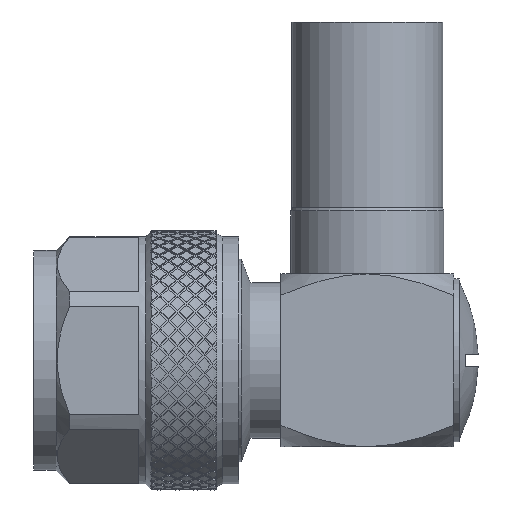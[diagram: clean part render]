
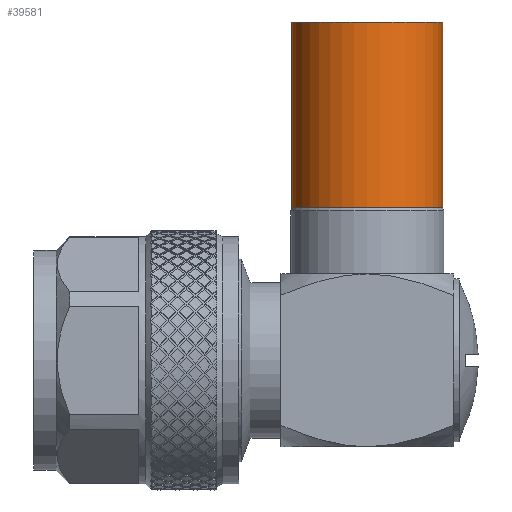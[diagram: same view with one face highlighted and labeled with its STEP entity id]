
A CAD part, front view. The second image highlights one B-rep face of the part: STEP entity #39581.
In plain terms, the highlighted cylindrical face has radius 6.1 mm (diameter 12.2 mm), a partial arc.
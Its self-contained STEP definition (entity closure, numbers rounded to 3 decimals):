
#283=CARTESIAN_POINT('',(9.,0.,3.95));
#284=DIRECTION('',(0.,0.,1.));
#285=DIRECTION('',(-1.,0.,0.));
#286=AXIS2_PLACEMENT_3D('',#283,#284,#285);
#288=DIRECTION('',(0.,0.,1.));
#289=VECTOR('',#288,15.);
#290=CARTESIAN_POINT('',(2.9,0.,3.95));
#291=LINE('',#290,#289);
#297=DIRECTION('',(0.,0.,1.));
#298=VECTOR('',#297,15.);
#299=CARTESIAN_POINT('',(15.1,0.,3.95));
#300=LINE('',#299,#298);
#306=CARTESIAN_POINT('',(9.,0.,18.95));
#307=DIRECTION('',(0.,0.,1.));
#308=DIRECTION('',(-1.,0.,0.));
#309=AXIS2_PLACEMENT_3D('',#306,#307,#308);
#35227=CARTESIAN_POINT('',(2.9,0.,3.95));
#35228=CARTESIAN_POINT('',(2.9,0.,18.95));
#35229=VERTEX_POINT('',#35227);
#35230=VERTEX_POINT('',#35228);
#35235=CARTESIAN_POINT('',(15.1,0.,3.95));
#35236=CARTESIAN_POINT('',(15.1,0.,18.95));
#35237=VERTEX_POINT('',#35235);
#35238=VERTEX_POINT('',#35236);
#39567=CARTESIAN_POINT('',(9.,0.,-2.47));
#39568=DIRECTION('',(0.,0.,1.));
#39569=DIRECTION('',(-1.,0.,0.));
#39570=AXIS2_PLACEMENT_3D('',#39567,#39568,#39569);
#39571=CYLINDRICAL_SURFACE('',#39570,6.1);
#39573=ORIENTED_EDGE('',*,*,#39572,.T.);
#39575=ORIENTED_EDGE('',*,*,#39574,.T.);
#39577=ORIENTED_EDGE('',*,*,#39576,.F.);
#39578=ORIENTED_EDGE('',*,*,#39556,.F.);
#39579=EDGE_LOOP('',(#39573,#39575,#39577,#39578));
#39580=FACE_OUTER_BOUND('',#39579,.F.);
#287=CIRCLE('',#286,6.1);
#310=CIRCLE('',#309,6.1);
#39556=EDGE_CURVE('',#35229,#35237,#287,.T.);
#39572=EDGE_CURVE('',#35229,#35230,#291,.T.);
#39574=EDGE_CURVE('',#35230,#35238,#310,.T.);
#39576=EDGE_CURVE('',#35237,#35238,#300,.T.);
#39581=ADVANCED_FACE('',(#39580),#39571,.T.);
